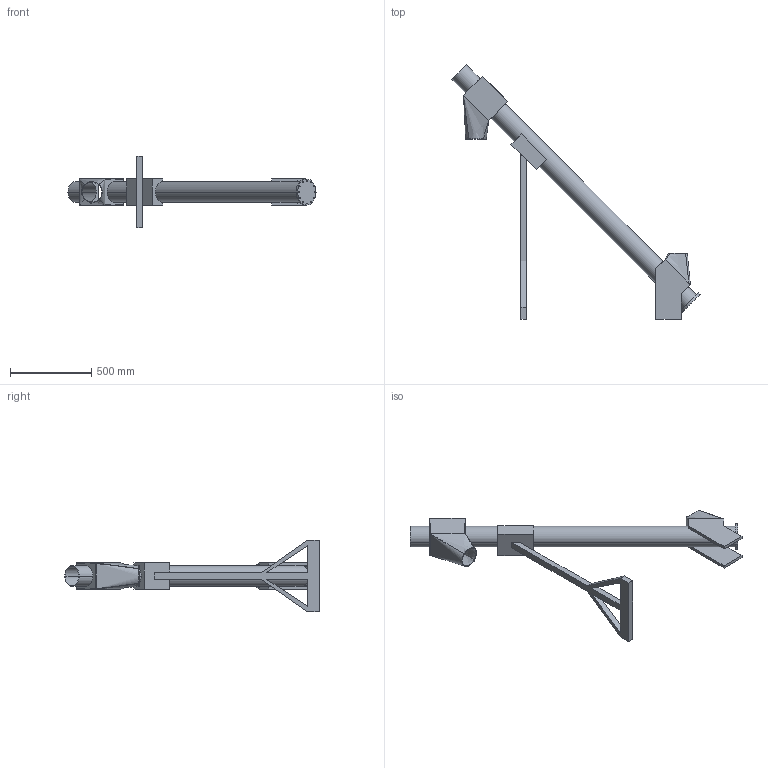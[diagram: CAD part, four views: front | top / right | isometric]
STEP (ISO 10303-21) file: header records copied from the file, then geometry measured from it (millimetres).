
FILE_DESCRIPTION (( 'STEP AP203' ), '1' );
FILE_NAME ('Tubo Canalón_Predeterminado_sldprt.STEP', '2022-06-22T18:46:04', ( '' ), ( '' ), 'SwSTEP 2.0', 'SolidWorks 2022', '' );
FILE_SCHEMA (( 'CONFIG_CONTROL_DESIGN' ));
Length unit declared in the file: millimetre
Products named in the file (1): Tubo Canalón_Predeterminado_sldprt
Bounding box: 1525.23 x 1565.96 x 441 mm (x, y, z)
Volume: 9874427.9 mm3; surface area: 2509082.7 mm2
Topology: 1 solids, 1 shells, 118 faces, 323 edges, 209 vertices
Faces by surface type: plane 65, cylinder 37, bspline 16
Entity records: 7169 total; most frequent: CARTESIAN_POINT 4101, ORIENTED_EDGE 646, DIRECTION 567, EDGE_CURVE 323, VERTEX_POINT 209, VECTOR 191, LINE 191, AXIS2_PLACEMENT_3D 188
